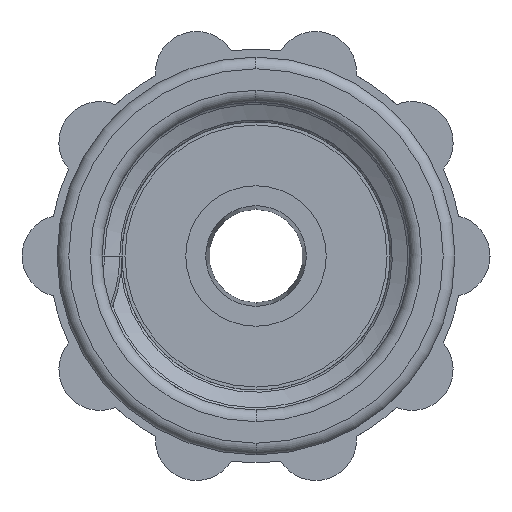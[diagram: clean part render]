
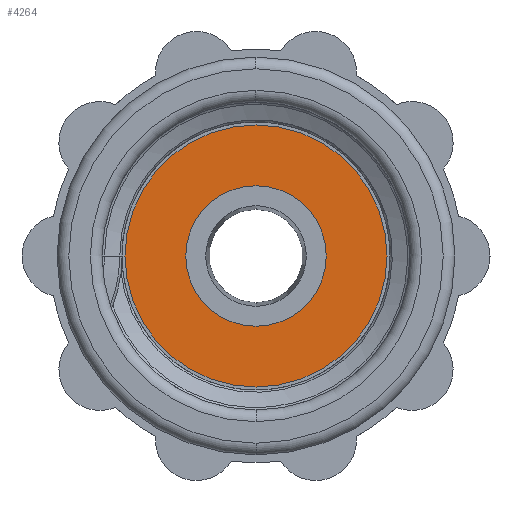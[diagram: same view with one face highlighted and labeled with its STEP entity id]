
A CAD part, left-side view. The second image highlights one B-rep face of the part: STEP entity #4264.
In plain terms, the highlighted planar face has unit normal (-1, 0, 0).
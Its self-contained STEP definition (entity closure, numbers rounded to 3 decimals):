
#1741 = CARTESIAN_POINT ( 'NONE',  ( -1., 0., -5.6 ) ) ;
#1745 = FACE_BOUND ( 'NONE', #4690, .T. ) ;
#1746 = FACE_OUTER_BOUND ( 'NONE', #4512, .T. ) ;
#1747 = PLANE ( 'NONE',  #4929 ) ;
#1749 = DIRECTION ( 'NONE',  ( 1., 0., 0. ) ) ;
#1750 = DIRECTION ( 'NONE',  ( 0., 0., -1. ) ) ;
#2565 = CARTESIAN_POINT ( 'NONE',  ( -1., 0., 0. ) ) ;
#2566 = DIRECTION ( 'NONE',  ( -1., 0., 0. ) ) ;
#2567 = DIRECTION ( 'NONE',  ( 0., 0., 1. ) ) ;
#2577 = CARTESIAN_POINT ( 'NONE',  ( -1., 0., 0. ) ) ;
#2578 = DIRECTION ( 'NONE',  ( -1., 0., 0. ) ) ;
#2579 = DIRECTION ( 'NONE',  ( 0., 0., 1. ) ) ;
#2581 = CARTESIAN_POINT ( 'NONE',  ( -1., 0., 0. ) ) ;
#2582 = DIRECTION ( 'NONE',  ( -1., 0., 0. ) ) ;
#2583 = DIRECTION ( 'NONE',  ( 0., 0., 1. ) ) ;
#2585 = CARTESIAN_POINT ( 'NONE',  ( -1., 0., 0. ) ) ;
#2586 = DIRECTION ( 'NONE',  ( -1., 0., 0. ) ) ;
#2587 = DIRECTION ( 'NONE',  ( 0., 0., 1. ) ) ;
#2883 = CARTESIAN_POINT ( 'NONE',  ( -1., 0., -5.6 ) ) ;
#2884 = CARTESIAN_POINT ( 'NONE',  ( -1., 0., -3. ) ) ;
#2895 = CARTESIAN_POINT ( 'NONE',  ( -1., 0., 5.6 ) ) ;
#2897 = CARTESIAN_POINT ( 'NONE',  ( -1., 0., 3. ) ) ;
#4264 = ADVANCED_FACE ( 'NONE', ( #1745, #1746 ), #1747, .F. ) ;
#4329 = EDGE_CURVE ( 'NONE', #4533, #4534, #5025, .T. ) ;
#4333 = EDGE_CURVE ( 'NONE', #4536, #4537, #5030, .T. ) ;
#4335 = EDGE_CURVE ( 'NONE', #4537, #4536, #5032, .T. ) ;
#4336 = EDGE_CURVE ( 'NONE', #4534, #4533, #5036, .T. ) ;
#4512 = EDGE_LOOP ( 'NONE', ( #5384, #5385 ) ) ;
#4533 = VERTEX_POINT ( 'NONE', #2895 ) ;
#4534 = VERTEX_POINT ( 'NONE', #2883 ) ;
#4536 = VERTEX_POINT ( 'NONE', #2884 ) ;
#4537 = VERTEX_POINT ( 'NONE', #2897 ) ;
#4690 = EDGE_LOOP ( 'NONE', ( #5382, #5383 ) ) ;
#4929 = AXIS2_PLACEMENT_3D ( 'NONE', #1741, #1749, #1750 ) ;
#5025 = CIRCLE ( 'NONE', #5028, 5.6 ) ;
#5028 = AXIS2_PLACEMENT_3D ( 'NONE', #2565, #2566, #2567 ) ;
#5030 = CIRCLE ( 'NONE', #5034, 3. ) ;
#5032 = CIRCLE ( 'NONE', #5037, 3. ) ;
#5034 = AXIS2_PLACEMENT_3D ( 'NONE', #2577, #2578, #2579 ) ;
#5036 = CIRCLE ( 'NONE', #5039, 5.6 ) ;
#5037 = AXIS2_PLACEMENT_3D ( 'NONE', #2581, #2582, #2583 ) ;
#5039 = AXIS2_PLACEMENT_3D ( 'NONE', #2585, #2586, #2587 ) ;
#5382 = ORIENTED_EDGE ( 'NONE', *, *, #4335, .F. ) ;
#5383 = ORIENTED_EDGE ( 'NONE', *, *, #4333, .F. ) ;
#5384 = ORIENTED_EDGE ( 'NONE', *, *, #4329, .T. ) ;
#5385 = ORIENTED_EDGE ( 'NONE', *, *, #4336, .T. ) ;
